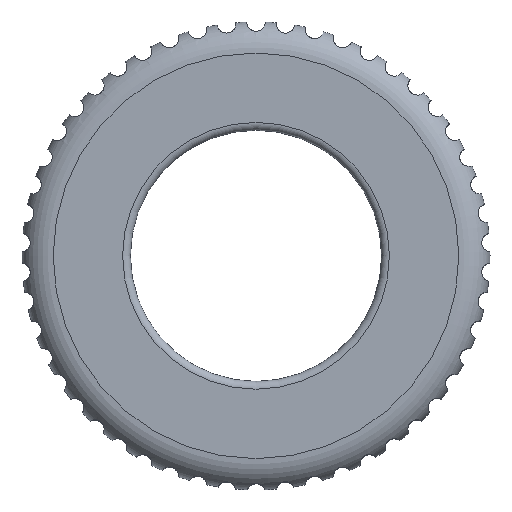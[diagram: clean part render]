
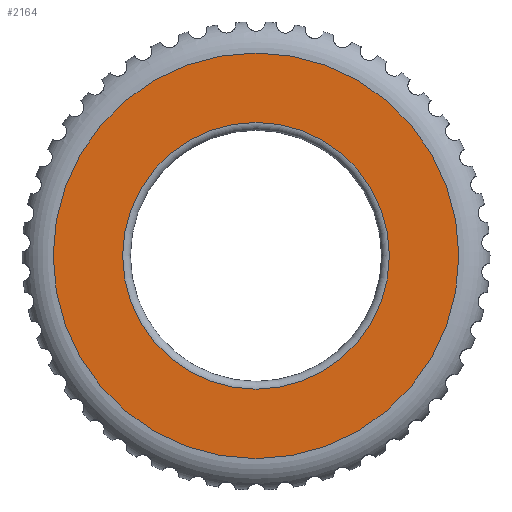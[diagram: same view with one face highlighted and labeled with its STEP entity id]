
A CAD part, top view. The second image highlights one B-rep face of the part: STEP entity #2164.
In plain terms, the highlighted planar face has unit normal (0, 0, 1).
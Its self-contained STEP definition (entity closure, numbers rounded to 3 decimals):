
#18=FACE_BOUND('',#259,.T.);
#21=PLANE('',#2403);
#140=FACE_OUTER_BOUND('',#258,.T.);
#258=EDGE_LOOP('',(#1934));
#259=EDGE_LOOP('',(#1935));
#266=CIRCLE('',#2241,13.);
#373=CIRCLE('',#2404,8.55);
#923=VERTEX_POINT('',#5995);
#928=VERTEX_POINT('',#6921);
#1149=EDGE_CURVE('',#923,#923,#266,.T.);
#1264=EDGE_CURVE('',#928,#928,#373,.T.);
#1934=ORIENTED_EDGE('',*,*,#1149,.T.);
#1935=ORIENTED_EDGE('',*,*,#1264,.F.);
#2164=ADVANCED_FACE('',(#140,#18),#21,.T.);
#2241=AXIS2_PLACEMENT_3D('',#5996,#2636,#2637);
#2403=AXIS2_PLACEMENT_3D('',#6920,#2960,#2961);
#2404=AXIS2_PLACEMENT_3D('',#6922,#2962,#2963);
#2636=DIRECTION('center_axis',(0.,0.,1.));
#2637=DIRECTION('ref_axis',(1.,0.,0.));
#2960=DIRECTION('center_axis',(0.,0.,1.));
#2961=DIRECTION('ref_axis',(1.,0.,0.));
#2962=DIRECTION('center_axis',(0.,0.,1.));
#2963=DIRECTION('ref_axis',(1.,0.,0.));
#5995=CARTESIAN_POINT('',(-13.,0.101,16.36));
#5996=CARTESIAN_POINT('Origin',(0.,0.101,16.36));
#6920=CARTESIAN_POINT('Origin',(0.,-8.449,16.36));
#6921=CARTESIAN_POINT('',(-8.55,0.101,16.36));
#6922=CARTESIAN_POINT('Origin',(0.,0.101,16.36));
